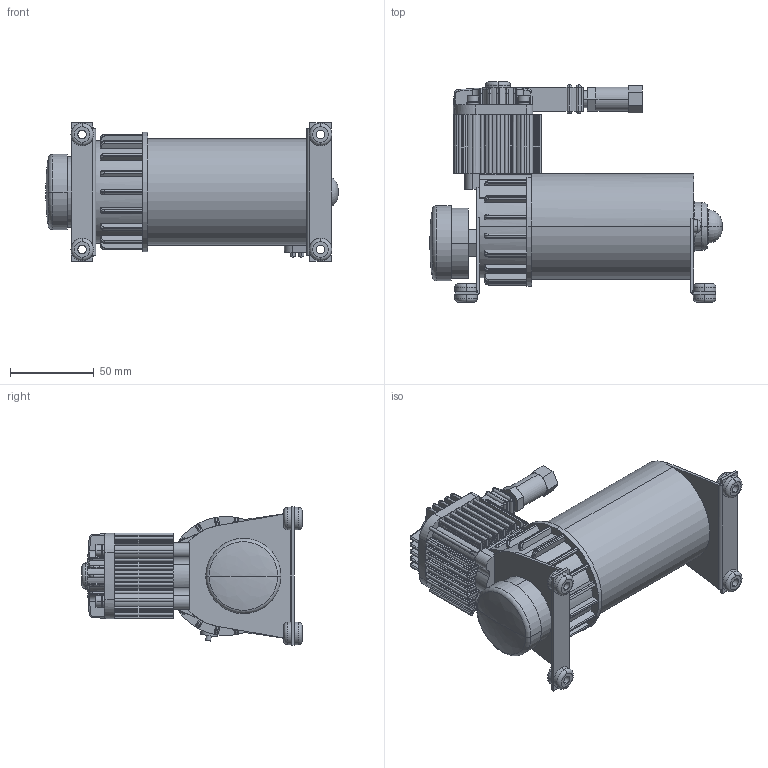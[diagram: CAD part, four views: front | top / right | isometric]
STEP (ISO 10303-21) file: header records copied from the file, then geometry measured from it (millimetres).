
FILE_DESCRIPTION (( 'STEP AP214' ), '1' );
FILE_NAME ('am-3227 Pneumatic Compressor 1.1 Pump.STEP', '2016-12-16T03:15:41', ( '' ), ( '' ), 'SwSTEP 2.0', 'SolidWorks 2014', '' );
FILE_SCHEMA (( 'AUTOMOTIVE_DESIGN' ));
Length unit declared in the file: inch
Products named in the file (1): am-3227 Pneumatic Compressor 1.1 Pump
Bounding box: 174.31 x 131.34 x 82.8 mm (x, y, z)
Volume: 562728.5 mm3; surface area: 94658.1 mm2
Topology: 12 solids, 12 shells, 1714 faces, 4580 edges, 2869 vertices
Faces by surface type: cylinder 773, plane 664, torus 134, cone 75, sphere 44, bspline 24
Entity records: 73124 total; most frequent: CARTESIAN_POINT 11476, DIRECTION 9742, ORIENTED_EDGE 9022, EDGE_CURVE 4511, AXIS2_PLACEMENT_3D 3738, VERTEX_POINT 2848, VECTOR 2266, LINE 2266
